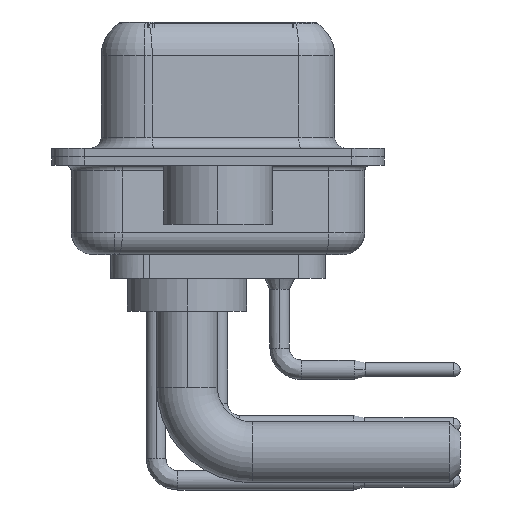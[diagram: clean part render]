
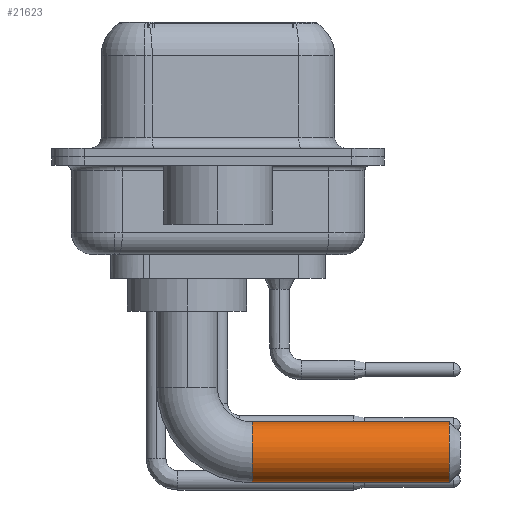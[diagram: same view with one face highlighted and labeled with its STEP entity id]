
A CAD part, left-side view. The second image highlights one B-rep face of the part: STEP entity #21623.
In plain terms, the highlighted cylindrical face has radius 1.4 mm (diameter 2.8 mm), a partial arc.
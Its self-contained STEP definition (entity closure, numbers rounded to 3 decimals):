
#155 = CARTESIAN_POINT ( 'NONE',  ( 0., -12.07, -5.1 ) ) ;
#3321 = CARTESIAN_POINT ( 'NONE',  ( 0., -3., -6.5 ) ) ;
#4372 = VECTOR ( 'NONE', #18239, 1000. ) ;
#6164 = ORIENTED_EDGE ( 'NONE', *, *, #29701, .T. ) ;
#6654 = DIRECTION ( 'NONE',  ( 0., 0., -1. ) ) ;
#6787 = VECTOR ( 'NONE', #28168, 1000. ) ;
#6980 = FACE_OUTER_BOUND ( 'NONE', #15211, .T. ) ;
#7281 = AXIS2_PLACEMENT_3D ( 'NONE', #9398, #20257, #19741 ) ;
#8671 = DIRECTION ( 'NONE',  ( -1., 0., 0. ) ) ;
#9398 = CARTESIAN_POINT ( 'NONE',  ( 0., -3., -6.5 ) ) ;
#9485 = AXIS2_PLACEMENT_3D ( 'NONE', #3321, #13670, #8671 ) ;
#9573 = ORIENTED_EDGE ( 'NONE', *, *, #15950, .T. ) ;
#9595 = CARTESIAN_POINT ( 'NONE',  ( 0., -12.07, -6.5 ) ) ;
#9769 = CARTESIAN_POINT ( 'NONE',  ( 0., -3., -5.1 ) ) ;
#9936 = LINE ( 'NONE', #9769, #6787 ) ;
#10487 = LINE ( 'NONE', #28716, #4372 ) ;
#13524 = EDGE_CURVE ( 'NONE', #32839, #14663, #10487, .T. ) ;
#13670 = DIRECTION ( 'NONE',  ( 0., -1., 0. ) ) ;
#14663 = VERTEX_POINT ( 'NONE', #19640 ) ;
#14984 = CIRCLE ( 'NONE', #9485, 1.4 ) ;
#15143 = CARTESIAN_POINT ( 'NONE',  ( 0., -3., -5.1 ) ) ;
#15211 = EDGE_LOOP ( 'NONE', ( #24483, #9573, #24563, #6164 ) ) ;
#15950 = EDGE_CURVE ( 'NONE', #31309, #32839, #14984, .T. ) ;
#18239 = DIRECTION ( 'NONE',  ( 0., -1., 0. ) ) ;
#18906 = CIRCLE ( 'NONE', #23308, 1.4 ) ;
#18928 = CARTESIAN_POINT ( 'NONE',  ( 0., -3., -7.9 ) ) ;
#19582 = VERTEX_POINT ( 'NONE', #155 ) ;
#19640 = CARTESIAN_POINT ( 'NONE',  ( 0., -12.07, -7.9 ) ) ;
#19741 = DIRECTION ( 'NONE',  ( 0., 0., -1. ) ) ;
#20257 = DIRECTION ( 'NONE',  ( 0., -1., 0. ) ) ;
#21623 = ADVANCED_FACE ( 'NONE', ( #6980 ), #22665, .T. ) ;
#22665 = CYLINDRICAL_SURFACE ( 'NONE', #7281, 1.4 ) ;
#23308 = AXIS2_PLACEMENT_3D ( 'NONE', #9595, #33156, #6654 ) ;
#24483 = ORIENTED_EDGE ( 'NONE', *, *, #29890, .F. ) ;
#24563 = ORIENTED_EDGE ( 'NONE', *, *, #13524, .T. ) ;
#28168 = DIRECTION ( 'NONE',  ( 0., -1., 0. ) ) ;
#28716 = CARTESIAN_POINT ( 'NONE',  ( 0., -3., -7.9 ) ) ;
#29701 = EDGE_CURVE ( 'NONE', #14663, #19582, #18906, .T. ) ;
#29890 = EDGE_CURVE ( 'NONE', #31309, #19582, #9936, .T. ) ;
#31309 = VERTEX_POINT ( 'NONE', #15143 ) ;
#32839 = VERTEX_POINT ( 'NONE', #18928 ) ;
#33156 = DIRECTION ( 'NONE',  ( 0., 1., 0. ) ) ;
